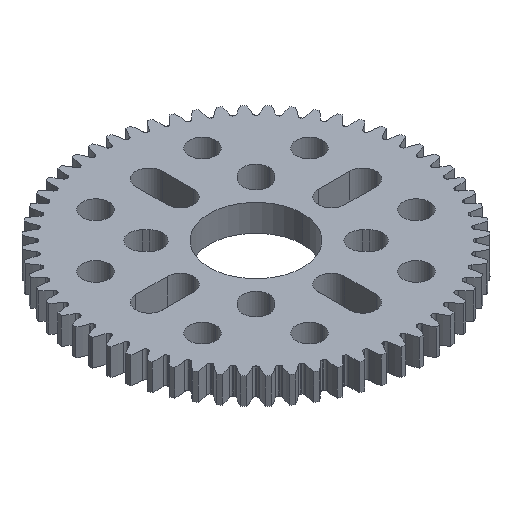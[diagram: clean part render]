
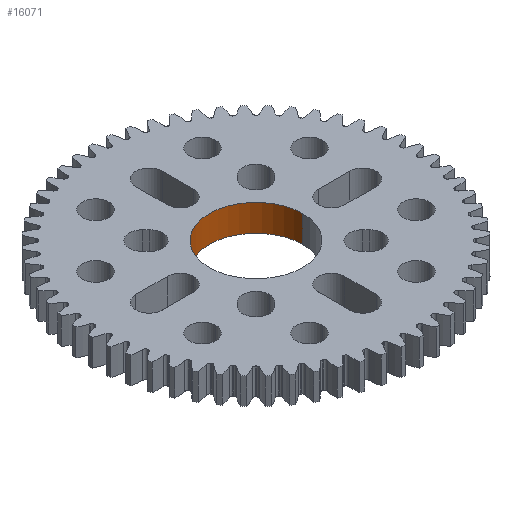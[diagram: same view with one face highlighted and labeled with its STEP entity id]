
A CAD part, isometric view. The second image highlights one B-rep face of the part: STEP entity #16071.
In plain terms, the highlighted cylindrical face has radius 7 mm (diameter 14 mm), a partial arc.
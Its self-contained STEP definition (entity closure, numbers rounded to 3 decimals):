
#307 = CARTESIAN_POINT ( 'NONE',  ( 7., 0., 0. ) ) ;
#495 = DIRECTION ( 'NONE',  ( 1., 0., 0. ) ) ;
#657 = ORIENTED_EDGE ( 'NONE', *, *, #19248, .T. ) ;
#1887 = CARTESIAN_POINT ( 'NONE',  ( 0., 0., 0. ) ) ;
#2050 = DIRECTION ( 'NONE',  ( 0., 0., 1. ) ) ;
#2985 = LINE ( 'NONE', #18698, #6413 ) ;
#3135 = CYLINDRICAL_SURFACE ( 'NONE', #14372, 7. ) ;
#3154 = CARTESIAN_POINT ( 'NONE',  ( 7., 0., 4. ) ) ;
#5286 = EDGE_LOOP ( 'NONE', ( #9101, #13018, #21695, #657 ) ) ;
#5888 = VERTEX_POINT ( 'NONE', #15297 ) ;
#6413 = VECTOR ( 'NONE', #19048, 1000. ) ;
#6582 = DIRECTION ( 'NONE',  ( 0., 0., 1. ) ) ;
#6921 = CARTESIAN_POINT ( 'NONE',  ( 0., 0., 0. ) ) ;
#7118 = EDGE_CURVE ( 'NONE', #14821, #20092, #2985, .T. ) ;
#7276 = AXIS2_PLACEMENT_3D ( 'NONE', #1887, #2050, #17757 ) ;
#7550 = CARTESIAN_POINT ( 'NONE',  ( -7., 0., 0. ) ) ;
#7802 = FACE_OUTER_BOUND ( 'NONE', #5286, .T. ) ;
#9101 = ORIENTED_EDGE ( 'NONE', *, *, #15755, .F. ) ;
#10174 = VERTEX_POINT ( 'NONE', #22612 ) ;
#10287 = DIRECTION ( 'NONE',  ( 0., 0., 1. ) ) ;
#10319 = VECTOR ( 'NONE', #25597, 1000. ) ;
#10385 = CIRCLE ( 'NONE', #17288, 7. ) ;
#10531 = CARTESIAN_POINT ( 'NONE',  ( 0., 0., 4. ) ) ;
#12499 = CIRCLE ( 'NONE', #7276, 7. ) ;
#13018 = ORIENTED_EDGE ( 'NONE', *, *, #21184, .F. ) ;
#13727 = LINE ( 'NONE', #7550, #10319 ) ;
#14372 = AXIS2_PLACEMENT_3D ( 'NONE', #6921, #6582, #15464 ) ;
#14821 = VERTEX_POINT ( 'NONE', #307 ) ;
#15297 = CARTESIAN_POINT ( 'NONE',  ( -7., 0., 4. ) ) ;
#15464 = DIRECTION ( 'NONE',  ( 1., 0., 0. ) ) ;
#15755 = EDGE_CURVE ( 'NONE', #10174, #5888, #13727, .T. ) ;
#16071 = ADVANCED_FACE ( 'NONE', ( #7802 ), #3135, .F. ) ;
#17288 = AXIS2_PLACEMENT_3D ( 'NONE', #10531, #10287, #495 ) ;
#17757 = DIRECTION ( 'NONE',  ( 1., 0., 0. ) ) ;
#18698 = CARTESIAN_POINT ( 'NONE',  ( 7., 0., 0. ) ) ;
#19048 = DIRECTION ( 'NONE',  ( 0., 0., 1. ) ) ;
#19248 = EDGE_CURVE ( 'NONE', #20092, #5888, #10385, .T. ) ;
#20092 = VERTEX_POINT ( 'NONE', #3154 ) ;
#21184 = EDGE_CURVE ( 'NONE', #14821, #10174, #12499, .T. ) ;
#21695 = ORIENTED_EDGE ( 'NONE', *, *, #7118, .T. ) ;
#22612 = CARTESIAN_POINT ( 'NONE',  ( -7., 0., 0. ) ) ;
#25597 = DIRECTION ( 'NONE',  ( 0., 0., 1. ) ) ;
